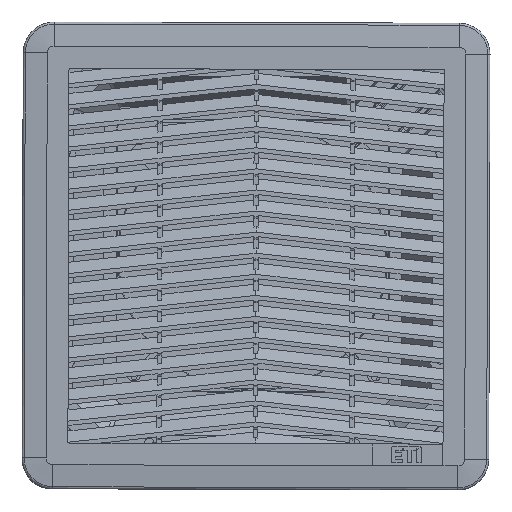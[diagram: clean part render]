
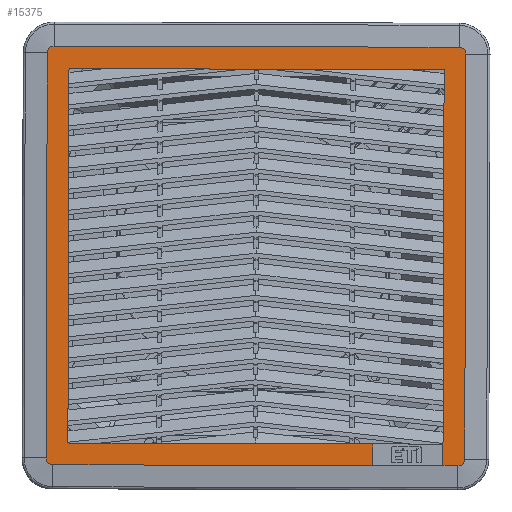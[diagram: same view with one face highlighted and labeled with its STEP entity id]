
A CAD part, front view. The second image highlights one B-rep face of the part: STEP entity #15375.
In plain terms, the highlighted planar face has unit normal (0, -1, 0).
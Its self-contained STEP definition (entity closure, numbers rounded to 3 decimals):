
#1359=DIRECTION('',(0.,0.,-1.));
#1360=VECTOR('',#1359,163.3);
#1361=CARTESIAN_POINT('',(218.2,-29.499,81.4));
#1362=LINE('',#1361,#1360);
#1620=DIRECTION('',(1.,0.,0.));
#1621=VECTOR('',#1620,132.9);
#1622=CARTESIAN_POINT('',(218.2,-29.499,-81.9));
#1623=LINE('',#1622,#1621);
#1643=DIRECTION('',(0.,0.,1.));
#1644=VECTOR('',#1643,172.8);
#1645=CARTESIAN_POINT('',(381.8,-29.499,-91.4));
#1646=LINE('',#1645,#1644);
#1972=DIRECTION('',(-1.,0.,0.));
#1973=VECTOR('',#1972,163.6);
#1974=CARTESIAN_POINT('',(381.8,-29.499,81.4));
#1975=LINE('',#1974,#1973);
#2028=CARTESIAN_POINT('',(211.7,-29.499,-88.4));
#2029=DIRECTION('',(0.,-1.,0.));
#2030=DIRECTION('',(-1.,0.,0.));
#2031=AXIS2_PLACEMENT_3D('',#2028,#2029,#2030);
#2036=CARTESIAN_POINT('',(211.7,-29.499,88.2));
#2037=DIRECTION('',(0.,-1.,0.));
#2038=DIRECTION('',(0.,0.,1.));
#2039=AXIS2_PLACEMENT_3D('',#2036,#2037,#2038);
#2044=CARTESIAN_POINT('',(388.3,-29.499,88.2));
#2045=DIRECTION('',(0.,-1.,0.));
#2046=DIRECTION('',(1.,0.,0.));
#2047=AXIS2_PLACEMENT_3D('',#2044,#2045,#2046);
#2052=CARTESIAN_POINT('',(388.3,-29.499,-88.4));
#2053=DIRECTION('',(0.,-1.,0.));
#2054=DIRECTION('',(0.,0.,-1.));
#2055=AXIS2_PLACEMENT_3D('',#2052,#2053,#2054);
#2060=DIRECTION('',(0.,0.,-1.));
#2061=VECTOR('',#2060,9.5);
#2062=CARTESIAN_POINT('',(351.1,-29.499,-81.9));
#2063=LINE('',#2062,#2061);
#2088=DIRECTION('',(-1.,0.,0.));
#2089=VECTOR('',#2088,139.4);
#2090=CARTESIAN_POINT('',(351.1,-29.499,-91.4));
#2091=LINE('',#2090,#2089);
#2102=DIRECTION('',(-1.,0.,0.));
#2103=VECTOR('',#2102,6.5);
#2104=CARTESIAN_POINT('',(388.3,-29.499,-91.4));
#2105=LINE('',#2104,#2103);
#2123=DIRECTION('',(0.,0.,1.));
#2124=VECTOR('',#2123,176.6);
#2125=CARTESIAN_POINT('',(208.7,-29.499,-88.4));
#2126=LINE('',#2125,#2124);
#2144=DIRECTION('',(1.,0.,0.));
#2145=VECTOR('',#2144,176.6);
#2146=CARTESIAN_POINT('',(211.7,-29.499,91.2));
#2147=LINE('',#2146,#2145);
#2165=DIRECTION('',(0.,0.,-1.));
#2166=VECTOR('',#2165,176.6);
#2167=CARTESIAN_POINT('',(391.3,-29.499,88.2));
#2168=LINE('',#2167,#2166);
#11401=CARTESIAN_POINT('',(381.8,-29.499,-91.4));
#11402=CARTESIAN_POINT('',(381.8,-29.499,81.4));
#11403=VERTEX_POINT('',#11401);
#11404=VERTEX_POINT('',#11402);
#11405=CARTESIAN_POINT('',(388.3,-29.499,-91.4));
#11406=VERTEX_POINT('',#11405);
#11407=CARTESIAN_POINT('',(391.3,-29.499,88.2));
#11408=CARTESIAN_POINT('',(391.3,-29.499,-88.4));
#11409=VERTEX_POINT('',#11407);
#11410=VERTEX_POINT('',#11408);
#11411=CARTESIAN_POINT('',(388.3,-29.499,
91.2));
#11412=VERTEX_POINT('',#11411);
#11413=CARTESIAN_POINT('',(211.7,-29.499,91.2));
#11414=VERTEX_POINT('',#11413);
#11415=CARTESIAN_POINT('',(208.7,-29.499,
88.2));
#11416=VERTEX_POINT('',#11415);
#11417=CARTESIAN_POINT('',(208.7,-29.499,-88.4));
#11418=VERTEX_POINT('',#11417);
#11419=CARTESIAN_POINT('',(351.1,-29.499,-91.4));
#11420=CARTESIAN_POINT('',(211.7,-29.499,-91.4));
#11421=VERTEX_POINT('',#11419);
#11422=VERTEX_POINT('',#11420);
#11423=CARTESIAN_POINT('',(351.1,-29.499,-81.9));
#11424=VERTEX_POINT('',#11423);
#11425=CARTESIAN_POINT('',(218.2,-29.499,-81.9));
#11426=VERTEX_POINT('',#11425);
#11427=CARTESIAN_POINT('',(218.2,-29.499,81.4));
#11428=VERTEX_POINT('',#11427);
#15344=CARTESIAN_POINT('',(190.439,-29.499,109.461));
#15345=DIRECTION('',(0.,-1.,0.));
#15346=DIRECTION('',(1.,0.,0.));
#15347=AXIS2_PLACEMENT_3D('',#15344,#15345,#15346);
#15348=PLANE('',#15347);
#15349=ORIENTED_EDGE('',*,*,#15016,.T.);
#15350=ORIENTED_EDGE('',*,*,#15280,.T.);
#15351=ORIENTED_EDGE('',*,*,#14745,.T.);
#15352=ORIENTED_EDGE('',*,*,#14952,.T.);
#15354=ORIENTED_EDGE('',*,*,#15353,.T.);
#15356=ORIENTED_EDGE('',*,*,#15355,.T.);
#15358=ORIENTED_EDGE('',*,*,#15357,.F.);
#15360=ORIENTED_EDGE('',*,*,#15359,.T.);
#15362=ORIENTED_EDGE('',*,*,#15361,.F.);
#15364=ORIENTED_EDGE('',*,*,#15363,.T.);
#15366=ORIENTED_EDGE('',*,*,#15365,.F.);
#15368=ORIENTED_EDGE('',*,*,#15367,.T.);
#15370=ORIENTED_EDGE('',*,*,#15369,.F.);
#15372=ORIENTED_EDGE('',*,*,#15371,.T.);
#15373=EDGE_LOOP('',(#15349,#15350,#15351,#15352,#15354,#15356,#15358,#15360,
#15362,#15364,#15366,#15368,#15370,#15372));
#15374=FACE_OUTER_BOUND('',#15373,.F.);
#2032=CIRCLE('',#2031,3.);
#2040=CIRCLE('',#2039,3.);
#2048=CIRCLE('',#2047,3.);
#2056=CIRCLE('',#2055,3.);
#14745=EDGE_CURVE('',#11428,#11426,#1362,.T.);
#14952=EDGE_CURVE('',#11426,#11424,#1623,.T.);
#15016=EDGE_CURVE('',#11403,#11404,#1646,.T.);
#15280=EDGE_CURVE('',#11404,#11428,#1975,.T.);
#15353=EDGE_CURVE('',#11424,#11421,#2063,.T.);
#15355=EDGE_CURVE('',#11421,#11422,#2091,.T.);
#15357=EDGE_CURVE('',#11418,#11422,#2032,.T.);
#15359=EDGE_CURVE('',#11418,#11416,#2126,.T.);
#15361=EDGE_CURVE('',#11414,#11416,#2040,.T.);
#15363=EDGE_CURVE('',#11414,#11412,#2147,.T.);
#15365=EDGE_CURVE('',#11409,#11412,#2048,.T.);
#15367=EDGE_CURVE('',#11409,#11410,#2168,.T.);
#15369=EDGE_CURVE('',#11406,#11410,#2056,.T.);
#15371=EDGE_CURVE('',#11406,#11403,#2105,.T.);
#15375=ADVANCED_FACE('',(#15374),#15348,.T.);
